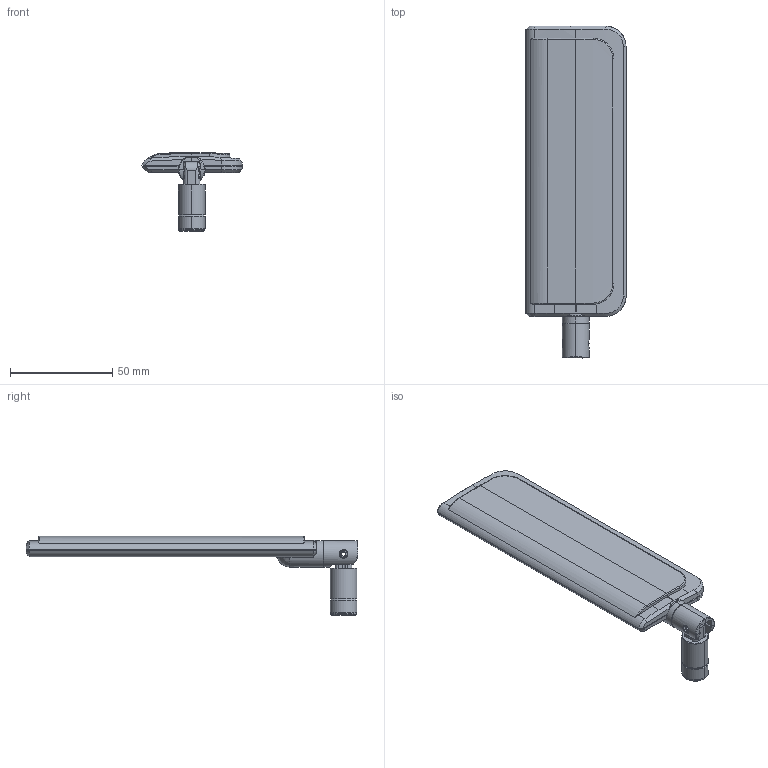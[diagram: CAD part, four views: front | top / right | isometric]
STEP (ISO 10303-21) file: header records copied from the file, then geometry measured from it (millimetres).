
FILE_DESCRIPTION (( 'STEP AP214' ), '1' );
FILE_NAME ('TG.30.8113.STEP', '2018-02-22T05:11:36', ( '' ), ( '' ), 'SwSTEP 2.0', 'SolidWorks 2017', '' );
FILE_SCHEMA (( 'AUTOMOTIVE_DESIGN' ));
Length unit declared in the file: millimetre
Products named in the file (8): 210214K000000A_SMA(M)ST_TG35_TYPE2; HY; 000112E020020A_Housing_Bottom_Hinge_Ver03; 000112E040020A_Hinge_Top_B_Ver02; 000112E030020A_Hinge_Bottom_B_Ver01; 000112E000020A_Housing_Top_Ver02; TG.30.8113
Assembly tree (7 placements, depth 3):
  TG.30.8113
    HY
      000112E000020A_Housing_Top_Ver02
      000112E030020A_Hinge_Bottom_B_Ver01
      000112E040020A_Hinge_Top_B_Ver02
      000112E020020A_Housing_Bottom_Hinge_Ver03
    210214K000000A_SMA(M)ST_TG35_TYPE2
      210214K000000A_SMA(M)ST_TG35_TYPE2
Bounding box: 48.97 x 162.27 x 38.67 mm (x, y, z)
Volume: 49851 mm3; surface area: 34811.4 mm2
Topology: 5 solids, 5 shells, 260 faces, 704 edges, 464 vertices
Faces by surface type: cylinder 109, plane 91, bspline 33, cone 27
Entity records: 12318 total; most frequent: CARTESIAN_POINT 6153, ORIENTED_EDGE 1408, DIRECTION 1018, EDGE_CURVE 704, VERTEX_POINT 464, AXIS2_PLACEMENT_3D 373, EDGE_LOOP 276, LINE 272
